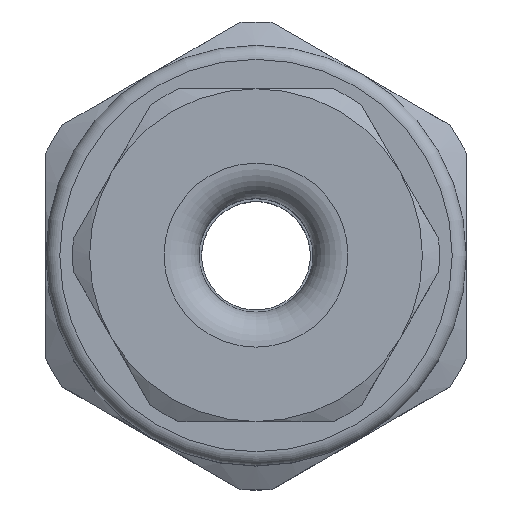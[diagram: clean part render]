
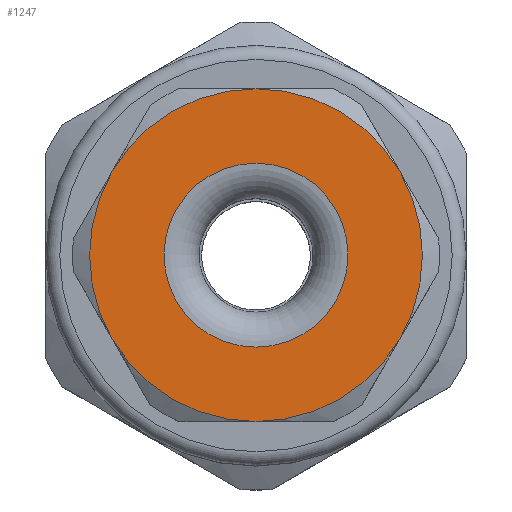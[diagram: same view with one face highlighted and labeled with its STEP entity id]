
A CAD part, top view. The second image highlights one B-rep face of the part: STEP entity #1247.
In plain terms, the highlighted planar face has unit normal (0, 0, 1).
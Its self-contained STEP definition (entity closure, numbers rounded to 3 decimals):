
#513=CARTESIAN_POINT('',(-8.227,-4.75,40.));
#514=VERTEX_POINT('',#513);
#564=CARTESIAN_POINT('',(-8.227,4.75,40.));
#565=VERTEX_POINT('',#564);
#615=CARTESIAN_POINT('',(0.,9.5,40.));
#616=VERTEX_POINT('',#615);
#666=CARTESIAN_POINT('',(8.227,4.75,40.));
#667=VERTEX_POINT('',#666);
#717=CARTESIAN_POINT('',(8.227,-4.75,40.));
#718=VERTEX_POINT('',#717);
#768=CARTESIAN_POINT('',(0.,-9.5,40.));
#769=VERTEX_POINT('',#768);
#809=CARTESIAN_POINT('',(0.,0.,40.));
#810=DIRECTION('',(-0.,-0.,-1.));
#811=DIRECTION('',(0.,1.,-0.));
#812=AXIS2_PLACEMENT_3D('',#809,#810,#811);
#813=CIRCLE('',#812,9.5);
#814=EDGE_CURVE('',#769,#514,#813,.T.);
#833=CARTESIAN_POINT('',(0.,0.,40.));
#834=DIRECTION('',(-0.,-0.,-1.));
#835=DIRECTION('',(0.,1.,-0.));
#836=AXIS2_PLACEMENT_3D('',#833,#834,#835);
#837=CIRCLE('',#836,9.5);
#838=EDGE_CURVE('',#718,#769,#837,.T.);
#857=CARTESIAN_POINT('',(0.,0.,40.));
#858=DIRECTION('',(-0.,-0.,-1.));
#859=DIRECTION('',(0.,1.,-0.));
#860=AXIS2_PLACEMENT_3D('',#857,#858,#859);
#861=CIRCLE('',#860,9.5);
#862=EDGE_CURVE('',#667,#718,#861,.T.);
#881=CARTESIAN_POINT('',(0.,0.,40.));
#882=DIRECTION('',(-0.,-0.,-1.));
#883=DIRECTION('',(0.,1.,-0.));
#884=AXIS2_PLACEMENT_3D('',#881,#882,#883);
#885=CIRCLE('',#884,9.5);
#886=EDGE_CURVE('',#616,#667,#885,.T.);
#905=CARTESIAN_POINT('',(0.,0.,40.));
#906=DIRECTION('',(-0.,-0.,-1.));
#907=DIRECTION('',(0.,1.,-0.));
#908=AXIS2_PLACEMENT_3D('',#905,#906,#907);
#909=CIRCLE('',#908,9.5);
#910=EDGE_CURVE('',#565,#616,#909,.T.);
#929=CARTESIAN_POINT('',(0.,0.,40.));
#930=DIRECTION('',(-0.,-0.,-1.));
#931=DIRECTION('',(0.,1.,-0.));
#932=AXIS2_PLACEMENT_3D('',#929,#930,#931);
#933=CIRCLE('',#932,9.5);
#934=EDGE_CURVE('',#514,#565,#933,.T.);
#1223=CARTESIAN_POINT('',(0.,0.,40.));
#1224=DIRECTION('',(0.,0.,1.));
#1225=DIRECTION('',(-0.,-1.,0.));
#1226=AXIS2_PLACEMENT_3D('',#1223,#1224,#1225);
#1227=PLANE('',#1226);
#1228=CARTESIAN_POINT('',(0.,-5.25,40.));
#1229=VERTEX_POINT('',#1228);
#1230=CARTESIAN_POINT('',(0.,0.,40.));
#1231=DIRECTION('',(-0.,-0.,-1.));
#1232=DIRECTION('',(-0.,-1.,0.));
#1233=AXIS2_PLACEMENT_3D('',#1230,#1231,#1232);
#1234=CIRCLE('',#1233,5.25);
#1235=EDGE_CURVE('',#1229,#1229,#1234,.T.);
#1236=ORIENTED_EDGE('',*,*,#1235,.T.);
#1237=EDGE_LOOP('',(#1236));
#1238=FACE_BOUND('',#1237,.T.);
#1239=ORIENTED_EDGE('',*,*,#814,.F.);
#1240=ORIENTED_EDGE('',*,*,#838,.F.);
#1241=ORIENTED_EDGE('',*,*,#862,.F.);
#1242=ORIENTED_EDGE('',*,*,#886,.F.);
#1243=ORIENTED_EDGE('',*,*,#910,.F.);
#1244=ORIENTED_EDGE('',*,*,#934,.F.);
#1245=EDGE_LOOP('',(#1239,#1240,#1241,#1242,#1243,#1244));
#1246=FACE_BOUND('',#1245,.T.);
#1247=ADVANCED_FACE('',(#1238,#1246),#1227,.T.);
